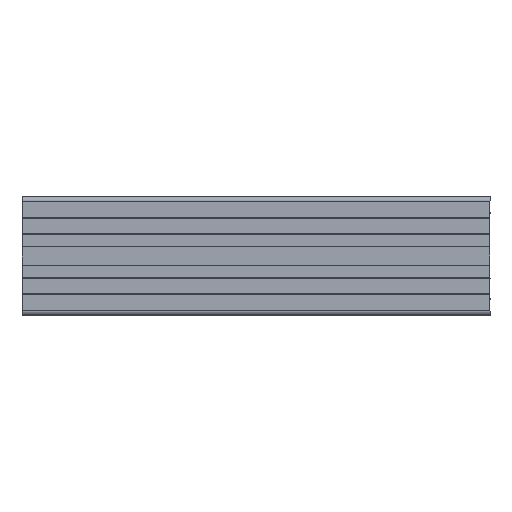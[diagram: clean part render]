
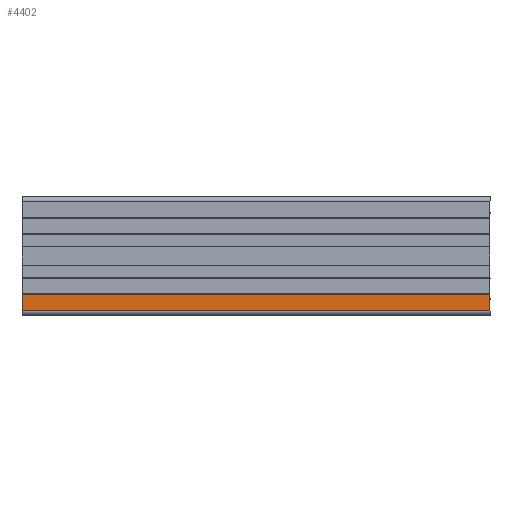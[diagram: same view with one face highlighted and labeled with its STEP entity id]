
A CAD part, front view. The second image highlights one B-rep face of the part: STEP entity #4402.
In plain terms, the highlighted face is planar.
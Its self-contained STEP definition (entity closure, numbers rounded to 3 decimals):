
#84 = PLANE('',#85);
#85 = AXIS2_PLACEMENT_3D('',#86,#87,#88);
#86 = CARTESIAN_POINT('',(-17.,-37.,0.));
#87 = DIRECTION('',(0.,0.,1.));
#88 = DIRECTION('',(1.,0.,-0.));
#139 = PLANE('',#140);
#140 = AXIS2_PLACEMENT_3D('',#141,#142,#143);
#141 = CARTESIAN_POINT('',(-17.,-37.,-315.));
#142 = DIRECTION('',(0.,0.,1.));
#143 = DIRECTION('',(1.,0.,-0.));
#4291 = CYLINDRICAL_SURFACE('',#4292,3.);
#4292 = AXIS2_PLACEMENT_3D('',#4293,#4294,#4295);
#4293 = CARTESIAN_POINT('',(17.,37.,-315.));
#4294 = DIRECTION('',(0.,0.,1.));
#4295 = DIRECTION('',(1.,0.,-0.));
#4329 = VERTEX_POINT('',#4330);
#4330 = CARTESIAN_POINT('',(20.,37.,0.));
#4352 = EDGE_CURVE('',#4353,#4329,#4355,.T.);
#4353 = VERTEX_POINT('',#4354);
#4354 = CARTESIAN_POINT('',(20.,37.,-315.));
#4355 = SURFACE_CURVE('',#4356,(#4360,#4367),.PCURVE_S1.);
#4356 = LINE('',#4357,#4358);
#4357 = CARTESIAN_POINT('',(20.,37.,-315.));
#4358 = VECTOR('',#4359,1.);
#4359 = DIRECTION('',(0.,0.,1.));
#4360 = PCURVE('',#4291,#4361);
#4361 = DEFINITIONAL_REPRESENTATION('',(#4362),#4366);
#4362 = LINE('',#4363,#4364);
#4363 = CARTESIAN_POINT('',(0.,0.));
#4364 = VECTOR('',#4365,1.);
#4365 = DIRECTION('',(0.,1.));
#4366 = ( GEOMETRIC_REPRESENTATION_CONTEXT(2) 
PARAMETRIC_REPRESENTATION_CONTEXT() REPRESENTATION_CONTEXT('2D SPACE',''
  ) );
#4367 = PCURVE('',#4368,#4373);
#4368 = PLANE('',#4369);
#4369 = AXIS2_PLACEMENT_3D('',#4370,#4371,#4372);
#4370 = CARTESIAN_POINT('',(20.,25.908,-315.));
#4371 = DIRECTION('',(1.,0.,0.));
#4372 = DIRECTION('',(0.,0.,-1.));
#4373 = DEFINITIONAL_REPRESENTATION('',(#4374),#4378);
#4374 = LINE('',#4375,#4376);
#4375 = CARTESIAN_POINT('',(0.,11.092));
#4376 = VECTOR('',#4377,1.);
#4377 = DIRECTION('',(-1.,0.));
#4378 = ( GEOMETRIC_REPRESENTATION_CONTEXT(2) 
PARAMETRIC_REPRESENTATION_CONTEXT() REPRESENTATION_CONTEXT('2D SPACE',''
  ) );
#4402 = ADVANCED_FACE('',(#4403),#4368,.T.);
#4403 = FACE_BOUND('',#4404,.T.);
#4404 = EDGE_LOOP('',(#4405,#4428,#4456,#4477));
#4405 = ORIENTED_EDGE('',*,*,#4406,.F.);
#4406 = EDGE_CURVE('',#4407,#4329,#4409,.T.);
#4407 = VERTEX_POINT('',#4408);
#4408 = CARTESIAN_POINT('',(20.,25.908,0.));
#4409 = SURFACE_CURVE('',#4410,(#4414,#4421),.PCURVE_S1.);
#4410 = LINE('',#4411,#4412);
#4411 = CARTESIAN_POINT('',(20.,25.908,0.));
#4412 = VECTOR('',#4413,1.);
#4413 = DIRECTION('',(0.,1.,0.));
#4414 = PCURVE('',#4368,#4415);
#4415 = DEFINITIONAL_REPRESENTATION('',(#4416),#4420);
#4416 = LINE('',#4417,#4418);
#4417 = CARTESIAN_POINT('',(-315.,0.));
#4418 = VECTOR('',#4419,1.);
#4419 = DIRECTION('',(0.,1.));
#4420 = ( GEOMETRIC_REPRESENTATION_CONTEXT(2) 
PARAMETRIC_REPRESENTATION_CONTEXT() REPRESENTATION_CONTEXT('2D SPACE',''
  ) );
#4421 = PCURVE('',#84,#4422);
#4422 = DEFINITIONAL_REPRESENTATION('',(#4423),#4427);
#4423 = LINE('',#4424,#4425);
#4424 = CARTESIAN_POINT('',(37.,62.908));
#4425 = VECTOR('',#4426,1.);
#4426 = DIRECTION('',(0.,1.));
#4427 = ( GEOMETRIC_REPRESENTATION_CONTEXT(2) 
PARAMETRIC_REPRESENTATION_CONTEXT() REPRESENTATION_CONTEXT('2D SPACE',''
  ) );
#4428 = ORIENTED_EDGE('',*,*,#4429,.F.);
#4429 = EDGE_CURVE('',#4430,#4407,#4432,.T.);
#4430 = VERTEX_POINT('',#4431);
#4431 = CARTESIAN_POINT('',(20.,25.908,-315.));
#4432 = SURFACE_CURVE('',#4433,(#4437,#4444),.PCURVE_S1.);
#4433 = LINE('',#4434,#4435);
#4434 = CARTESIAN_POINT('',(20.,25.908,-315.));
#4435 = VECTOR('',#4436,1.);
#4436 = DIRECTION('',(0.,0.,1.));
#4437 = PCURVE('',#4368,#4438);
#4438 = DEFINITIONAL_REPRESENTATION('',(#4439),#4443);
#4439 = LINE('',#4440,#4441);
#4440 = CARTESIAN_POINT('',(0.,0.));
#4441 = VECTOR('',#4442,1.);
#4442 = DIRECTION('',(-1.,0.));
#4443 = ( GEOMETRIC_REPRESENTATION_CONTEXT(2) 
PARAMETRIC_REPRESENTATION_CONTEXT() REPRESENTATION_CONTEXT('2D SPACE',''
  ) );
#4444 = PCURVE('',#4445,#4450);
#4445 = PLANE('',#4446);
#4446 = AXIS2_PLACEMENT_3D('',#4447,#4448,#4449);
#4447 = CARTESIAN_POINT('',(18.5,25.908,-315.));
#4448 = DIRECTION('',(0.,-1.,0.));
#4449 = DIRECTION('',(1.,0.,0.));
#4450 = DEFINITIONAL_REPRESENTATION('',(#4451),#4455);
#4451 = LINE('',#4452,#4453);
#4452 = CARTESIAN_POINT('',(1.5,0.));
#4453 = VECTOR('',#4454,1.);
#4454 = DIRECTION('',(0.,1.));
#4455 = ( GEOMETRIC_REPRESENTATION_CONTEXT(2) 
PARAMETRIC_REPRESENTATION_CONTEXT() REPRESENTATION_CONTEXT('2D SPACE',''
  ) );
#4456 = ORIENTED_EDGE('',*,*,#4457,.T.);
#4457 = EDGE_CURVE('',#4430,#4353,#4458,.T.);
#4458 = SURFACE_CURVE('',#4459,(#4463,#4470),.PCURVE_S1.);
#4459 = LINE('',#4460,#4461);
#4460 = CARTESIAN_POINT('',(20.,25.908,-315.));
#4461 = VECTOR('',#4462,1.);
#4462 = DIRECTION('',(0.,1.,0.));
#4463 = PCURVE('',#4368,#4464);
#4464 = DEFINITIONAL_REPRESENTATION('',(#4465),#4469);
#4465 = LINE('',#4466,#4467);
#4466 = CARTESIAN_POINT('',(0.,0.));
#4467 = VECTOR('',#4468,1.);
#4468 = DIRECTION('',(0.,1.));
#4469 = ( GEOMETRIC_REPRESENTATION_CONTEXT(2) 
PARAMETRIC_REPRESENTATION_CONTEXT() REPRESENTATION_CONTEXT('2D SPACE',''
  ) );
#4470 = PCURVE('',#139,#4471);
#4471 = DEFINITIONAL_REPRESENTATION('',(#4472),#4476);
#4472 = LINE('',#4473,#4474);
#4473 = CARTESIAN_POINT('',(37.,62.908));
#4474 = VECTOR('',#4475,1.);
#4475 = DIRECTION('',(0.,1.));
#4476 = ( GEOMETRIC_REPRESENTATION_CONTEXT(2) 
PARAMETRIC_REPRESENTATION_CONTEXT() REPRESENTATION_CONTEXT('2D SPACE',''
  ) );
#4477 = ORIENTED_EDGE('',*,*,#4352,.T.);
